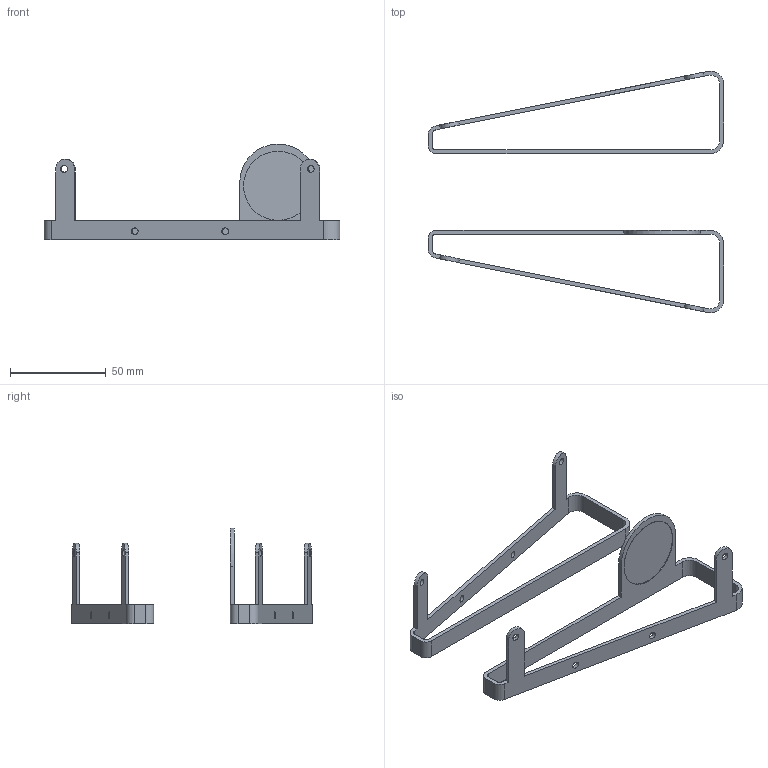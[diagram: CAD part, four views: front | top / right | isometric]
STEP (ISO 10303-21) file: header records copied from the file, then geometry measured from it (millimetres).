
FILE_DESCRIPTION(/* description */ (''),/* implementation_level */ '2;1');
FILE_NAME(/* name */ 'Minimal Stand 2.step',/* time_stamp */ '2024-03-16T20:44:41-04:00',/* author */ (''),/* organization */ (''),/* preprocessor_version */ 'ST-DEVELOPER v20',/* originating_system */ 'Autodesk Translation Framework v12.20.1.177',/* authorisation */ '');
FILE_SCHEMA (('AUTOMOTIVE_DESIGN { 1 0 10303 214 3 1 1 }'));
Length unit declared in the file: millimetre
Products named in the file (1): Minimal Stand 2
Bounding box: 154 x 125.79 x 50 mm (x, y, z)
Volume: 18849.9 mm3; surface area: 22904.3 mm2
Topology: 2 solids, 2 shells, 64 faces, 183 edges, 122 vertices
Faces by surface type: plane 34, cylinder 30
Full cylindrical faces by diameter (mm): 3.6 x8, 36 x1
Entity records: 2179 total; most frequent: DIRECTION 373, CARTESIAN_POINT 370, ORIENTED_EDGE 366, EDGE_CURVE 183, AXIS2_PLACEMENT_3D 125, LINE 123, VECTOR 123, VERTEX_POINT 122
